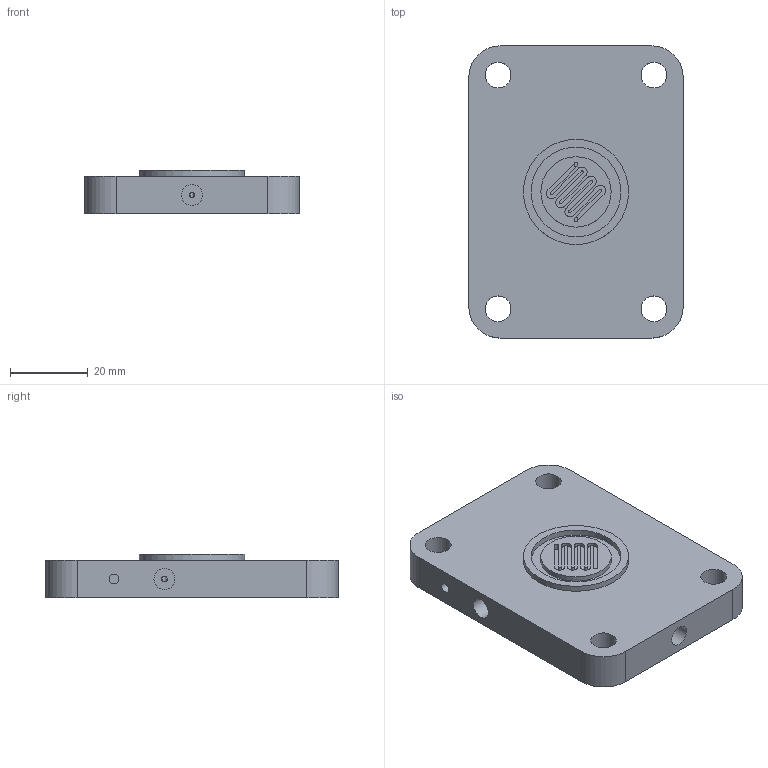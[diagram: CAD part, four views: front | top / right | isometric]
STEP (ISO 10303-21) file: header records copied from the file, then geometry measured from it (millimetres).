
FILE_DESCRIPTION(/* description */ ('STEP AP242','CAx-IF Rec.Pracs.---Representation and Presentation of Product Manufacturing Information (PMI)---4.0---2014-10-13','CAx-IF Rec.Pracs.---3D Tessellated Geometry---0.4---2014-09-14','2;1'),/* implementation_level */ '2;1');
FILE_NAME(/* name */ '68e7962c6dc3070d2918ef5b',/* time_stamp */ '2025-10-09T11:02:05Z',/* author */ (''),/* organization */ (''),/* preprocessor_version */ 'ST-DEVELOPER v20',/* originating_system */ 'ONSHAPE BY PTC INC, 1.204',/* authorisation */ ' ');
FILE_SCHEMA (('AP242_MANAGED_MODEL_BASED_3D_ENGINEERING_MIM_LF { 1 0 10303 442 1 1 4 }'));
Length unit declared in the file: metre
Products named in the file (1): ANODE_PLATE_TI
Bounding box: 55 x 75 x 11.07 mm (x, y, z)
Volume: 35110.4 mm3; surface area: 13642.2 mm2
Topology: 1 solids, 1 shells, 76 faces, 187 edges, 124 vertices
Faces by surface type: plane 39, cylinder 37
Full cylindrical faces by diameter (mm): 1 x3, 1.5 x2, 2.5 x2, 4.5 x1, 4.8 x1, 5.41 x2, 6.5 x2, 6.6 x4, 18.05 x1, 23.05 x1, 27 x1
Entity records: 2142 total; most frequent: DIRECTION 380, CARTESIAN_POINT 374, ORIENTED_EDGE 316, EDGE_CURVE 158, AXIS2_PLACEMENT_3D 152, EDGE_LOOP 118, FACE_BOUND 118, VERTEX_POINT 116
